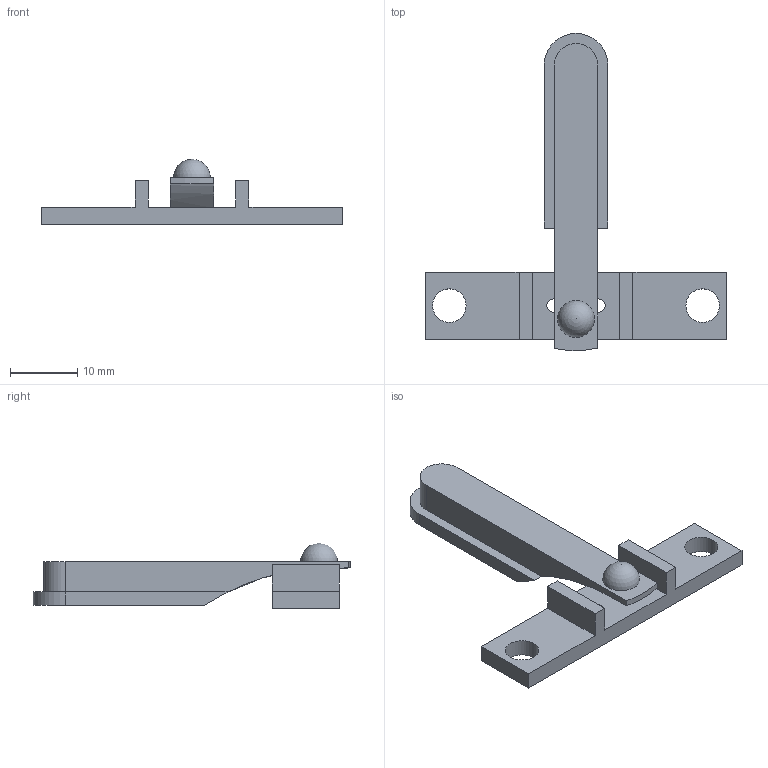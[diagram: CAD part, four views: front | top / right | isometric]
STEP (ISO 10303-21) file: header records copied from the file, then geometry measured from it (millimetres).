
FILE_DESCRIPTION(/* description */ (''),/* implementation_level */ '2;1');
FILE_NAME(/* name */ 'switch v6.step',/* time_stamp */ '2022-05-05T13:43:14-04:00',/* author */ (''),/* organization */ (''),/* preprocessor_version */ 'ST-DEVELOPER v18.1',/* originating_system */ 'Autodesk Translation Framework v10.10.0.1391',/* authorisation */ '');
FILE_SCHEMA (('AUTOMOTIVE_DESIGN { 1 0 10303 214 3 1 1 }'));
Length unit declared in the file: millimetre
Products named in the file (1): switch
Bounding box: 45 x 47.34 x 9.75 mm (x, y, z)
Volume: 2724.3 mm3; surface area: 2684.4 mm2
Topology: 2 solids, 2 shells, 47 faces, 123 edges, 82 vertices
Faces by surface type: plane 36, cylinder 8, bspline 2, sphere 1
Full cylindrical faces by diameter (mm): 2 x2, 5 x2
Entity records: 1602 total; most frequent: CARTESIAN_POINT 405, ORIENTED_EDGE 244, DIRECTION 221, EDGE_CURVE 122, LINE 93, VECTOR 93, VERTEX_POINT 82, AXIS2_PLACEMENT_3D 64
